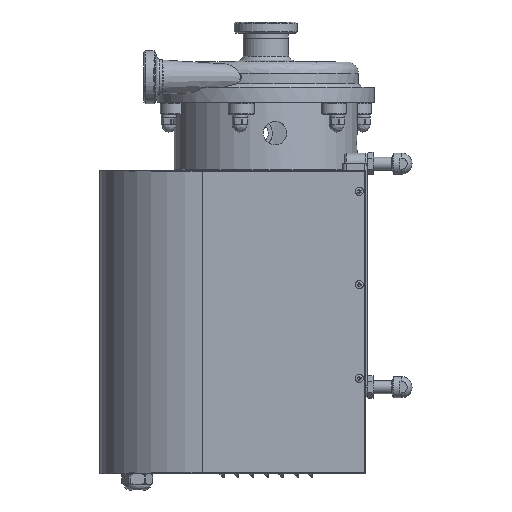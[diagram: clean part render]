
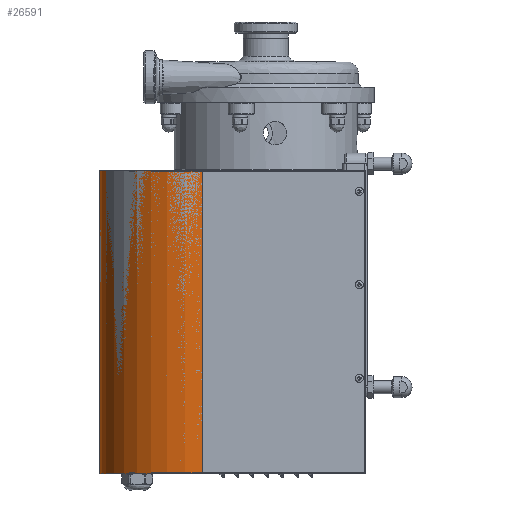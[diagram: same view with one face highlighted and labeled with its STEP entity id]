
A CAD part, left-side view. The second image highlights one B-rep face of the part: STEP entity #26591.
In plain terms, the highlighted cylindrical face has radius 126 mm (diameter 252 mm), a partial arc.
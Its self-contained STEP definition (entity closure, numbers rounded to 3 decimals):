
#664 = EDGE_CURVE ( 'NONE', #51011, #47657, #2954, .T. ) ;
#2593 = CARTESIAN_POINT ( 'NONE',  ( 0., 78., -362.5 ) ) ;
#2954 = LINE ( 'NONE', #49961, #41545 ) ;
#9406 = FACE_OUTER_BOUND ( 'NONE', #67720, .T. ) ;
#10939 = VERTEX_POINT ( 'NONE', #66216 ) ;
#11502 = DIRECTION ( 'NONE',  ( -1., 0., 0. ) ) ;
#12095 = ORIENTED_EDGE ( 'NONE', *, *, #77963, .F. ) ;
#15041 = ORIENTED_EDGE ( 'NONE', *, *, #55630, .T. ) ;
#15136 = CYLINDRICAL_SURFACE ( 'NONE', #83059, 126. ) ;
#15320 = LINE ( 'NONE', #61070, #29172 ) ;
#16575 = DIRECTION ( 'NONE',  ( 0., 0., 1. ) ) ;
#16745 = VERTEX_POINT ( 'NONE', #24061 ) ;
#22336 = CARTESIAN_POINT ( 'NONE',  ( 126., 78., -362.5 ) ) ;
#22790 = DIRECTION ( 'NONE',  ( 0., 0., 1. ) ) ;
#24061 = CARTESIAN_POINT ( 'NONE',  ( -126., 78., -362.5 ) ) ;
#25559 = CARTESIAN_POINT ( 'NONE',  ( 0., 78., 10.5 ) ) ;
#26591 = ADVANCED_FACE ( 'NONE', ( #9406 ), #15136, .T. ) ;
#29172 = VECTOR ( 'NONE', #22790, 1000. ) ;
#29370 = CIRCLE ( 'NONE', #70145, 126. ) ;
#38303 = ORIENTED_EDGE ( 'NONE', *, *, #664, .F. ) ;
#40328 = EDGE_CURVE ( 'NONE', #16745, #10939, #15320, .T. ) ;
#41545 = VECTOR ( 'NONE', #16575, 1000. ) ;
#41919 = DIRECTION ( 'NONE',  ( 1., 0., 0. ) ) ;
#47657 = VERTEX_POINT ( 'NONE', #86489 ) ;
#48961 = DIRECTION ( 'NONE',  ( 0., 0., 1. ) ) ;
#49961 = CARTESIAN_POINT ( 'NONE',  ( 126., 78., 9. ) ) ;
#51011 = VERTEX_POINT ( 'NONE', #22336 ) ;
#52364 = DIRECTION ( 'NONE',  ( 0., 0., -1. ) ) ;
#55630 = EDGE_CURVE ( 'NONE', #10939, #47657, #55867, .T. ) ;
#55867 = CIRCLE ( 'NONE', #85396, 126. ) ;
#61070 = CARTESIAN_POINT ( 'NONE',  ( -126., 78., 9. ) ) ;
#61749 = CARTESIAN_POINT ( 'NONE',  ( 0., 78., 9. ) ) ;
#62395 = DIRECTION ( 'NONE',  ( 0., 0., -1. ) ) ;
#66216 = CARTESIAN_POINT ( 'NONE',  ( -126., 78., 10.5 ) ) ;
#67720 = EDGE_LOOP ( 'NONE', ( #15041, #38303, #12095, #70688 ) ) ;
#70145 = AXIS2_PLACEMENT_3D ( 'NONE', #2593, #62395, #83032 ) ;
#70688 = ORIENTED_EDGE ( 'NONE', *, *, #40328, .T. ) ;
#77963 = EDGE_CURVE ( 'NONE', #16745, #51011, #29370, .T. ) ;
#83032 = DIRECTION ( 'NONE',  ( -1., 0., 0. ) ) ;
#83059 = AXIS2_PLACEMENT_3D ( 'NONE', #61749, #48961, #41919 ) ;
#85396 = AXIS2_PLACEMENT_3D ( 'NONE', #25559, #52364, #11502 ) ;
#86489 = CARTESIAN_POINT ( 'NONE',  ( 126., 78., 10.5 ) ) ;
